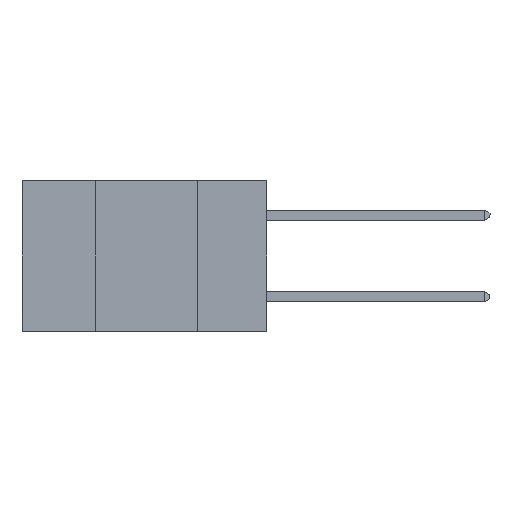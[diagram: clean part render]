
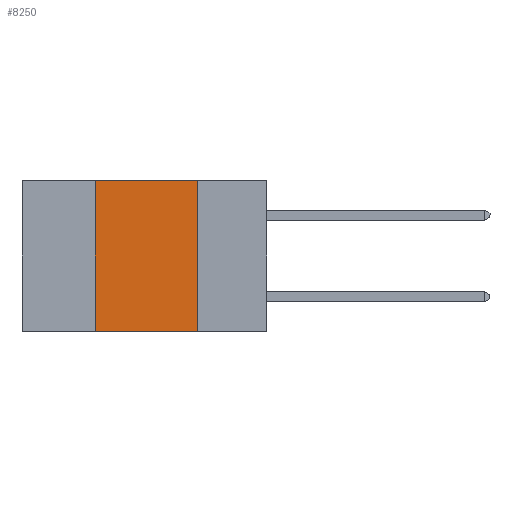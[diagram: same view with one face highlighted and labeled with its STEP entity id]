
A CAD part, left-side view. The second image highlights one B-rep face of the part: STEP entity #8250.
In plain terms, the highlighted planar face has unit normal (-1, 0, 0).
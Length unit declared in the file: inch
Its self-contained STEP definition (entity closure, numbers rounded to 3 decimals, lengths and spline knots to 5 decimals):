
#405 = DIRECTION ( 'NONE',  ( 0., -1., 0. ) ) ;
#2708 = LINE ( 'NONE', #9705, #14289 ) ;
#3826 = CARTESIAN_POINT ( 'NONE',  ( 0., 0.42, 0. ) ) ;
#3937 = ORIENTED_EDGE ( 'NONE', *, *, #5605, .F. ) ;
#4541 = ORIENTED_EDGE ( 'NONE', *, *, #9490, .T. ) ;
#4828 = VECTOR ( 'NONE', #8567, 39.37008 ) ;
#5024 = VERTEX_POINT ( 'NONE', #9816 ) ;
#5376 = DIRECTION ( 'NONE',  ( 0., 0., -1. ) ) ;
#5605 = EDGE_CURVE ( 'NONE', #5024, #5692, #13361, .T. ) ;
#5692 = VERTEX_POINT ( 'NONE', #7986 ) ;
#5730 = CARTESIAN_POINT ( 'NONE',  ( 0., 0.17, -0.37 ) ) ;
#6518 = CARTESIAN_POINT ( 'NONE',  ( 0., 0.6, -0.37 ) ) ;
#6537 = PLANE ( 'NONE',  #13962 ) ;
#7041 = VECTOR ( 'NONE', #7835, 39.37008 ) ;
#7717 = VERTEX_POINT ( 'NONE', #14182 ) ;
#7835 = DIRECTION ( 'NONE',  ( 0., -1., 0. ) ) ;
#7986 = CARTESIAN_POINT ( 'NONE',  ( 0., 0.17, 0. ) ) ;
#8250 = ADVANCED_FACE ( 'NONE', ( #13449 ), #6537, .F. ) ;
#8567 = DIRECTION ( 'NONE',  ( 0., 0., 1. ) ) ;
#8948 = CARTESIAN_POINT ( 'NONE',  ( 0., 0.6, 0. ) ) ;
#9175 = ORIENTED_EDGE ( 'NONE', *, *, #13745, .F. ) ;
#9490 = EDGE_CURVE ( 'NONE', #7717, #13992, #10027, .T. ) ;
#9705 = CARTESIAN_POINT ( 'NONE',  ( 0., 0.17, 0. ) ) ;
#9816 = CARTESIAN_POINT ( 'NONE',  ( 0., 0.42, 0. ) ) ;
#9949 = VECTOR ( 'NONE', #405, 39.37008 ) ;
#10027 = LINE ( 'NONE', #6518, #7041 ) ;
#10719 = DIRECTION ( 'NONE',  ( 0., 0., -1. ) ) ;
#11822 = EDGE_CURVE ( 'NONE', #7717, #5024, #12849, .T. ) ;
#12267 = EDGE_LOOP ( 'NONE', ( #9175, #3937, #14868, #4541 ) ) ;
#12450 = DIRECTION ( 'NONE',  ( 1., 0., 0. ) ) ;
#12849 = LINE ( 'NONE', #3826, #4828 ) ;
#13361 = LINE ( 'NONE', #8948, #9949 ) ;
#13449 = FACE_OUTER_BOUND ( 'NONE', #12267, .T. ) ;
#13745 = EDGE_CURVE ( 'NONE', #5692, #13992, #2708, .T. ) ;
#13962 = AXIS2_PLACEMENT_3D ( 'NONE', #14918, #12450, #5376 ) ;
#13992 = VERTEX_POINT ( 'NONE', #5730 ) ;
#14182 = CARTESIAN_POINT ( 'NONE',  ( 0., 0.42, -0.37 ) ) ;
#14289 = VECTOR ( 'NONE', #10719, 39.37008 ) ;
#14868 = ORIENTED_EDGE ( 'NONE', *, *, #11822, .F. ) ;
#14918 = CARTESIAN_POINT ( 'NONE',  ( 0., 0.6, 0. ) ) ;
